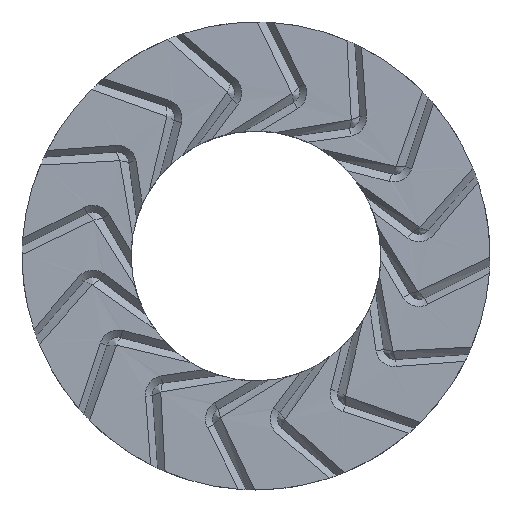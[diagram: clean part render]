
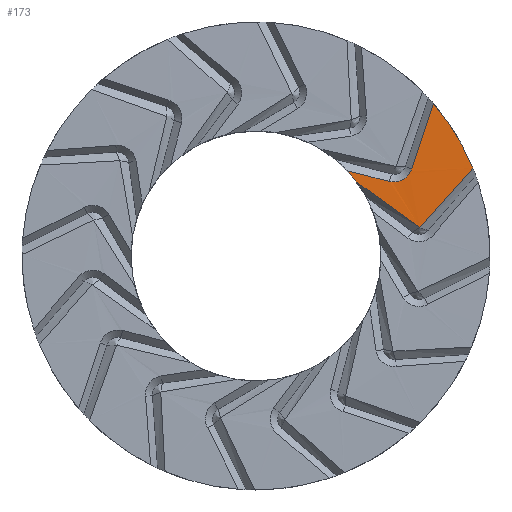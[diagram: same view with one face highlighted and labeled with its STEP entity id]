
A CAD part, top view. The second image highlights one B-rep face of the part: STEP entity #173.
In plain terms, the highlighted planar face has unit normal (0, 0, 1).
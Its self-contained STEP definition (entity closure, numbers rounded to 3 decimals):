
#173 = ADVANCED_FACE( '', ( #470 ), #471, .T. );
#470 = FACE_OUTER_BOUND( '', #908, .T. );
#471 = PLANE( '', #909 );
#908 = EDGE_LOOP( '', ( #1738, #1739, #1740, #1741, #1742, #1743, #1744, #1745 ) );
#909 = AXIS2_PLACEMENT_3D( '', #1746, #1747, #1748 );
#1738 = ORIENTED_EDGE( '', *, *, #2901, .F. );
#1739 = ORIENTED_EDGE( '', *, *, #2902, .T. );
#1740 = ORIENTED_EDGE( '', *, *, #2903, .T. );
#1741 = ORIENTED_EDGE( '', *, *, #2904, .F. );
#1742 = ORIENTED_EDGE( '', *, *, #2905, .T. );
#1743 = ORIENTED_EDGE( '', *, *, #2906, .F. );
#1744 = ORIENTED_EDGE( '', *, *, #2907, .F. );
#1745 = ORIENTED_EDGE( '', *, *, #2908, .F. );
#1746 = CARTESIAN_POINT( '', ( 0., 0., 0. ) );
#1747 = DIRECTION( '', ( 0., 0., 1. ) );
#1748 = DIRECTION( '', ( 1., 0., 0. ) );
#2901 = EDGE_CURVE( '', #3437, #3438, #3439, .T. );
#2902 = EDGE_CURVE( '', #3437, #3440, #3441, .F. );
#2903 = EDGE_CURVE( '', #3440, #3442, #3443, .T. );
#2904 = EDGE_CURVE( '', #3444, #3442, #3445, .T. );
#2905 = EDGE_CURVE( '', #3444, #3446, #3447, .T. );
#2906 = EDGE_CURVE( '', #3448, #3446, #3449, .T. );
#2907 = EDGE_CURVE( '', #3450, #3448, #3451, .T. );
#2908 = EDGE_CURVE( '', #3438, #3450, #3452, .T. );
#3437 = VERTEX_POINT( '', #4218 );
#3438 = VERTEX_POINT( '', #4219 );
#3439 = B_SPLINE_CURVE_WITH_KNOTS( '', 3, ( #4220, #4221, #4222, #4223 ), .UNSPECIFIED., .F., .F., ( 4, 4 ), ( 0., 1. ), .UNSPECIFIED. );
#3440 = VERTEX_POINT( '', #4224 );
#3441 = LINE( '', #4225, #4226 );
#3442 = VERTEX_POINT( '', #4227 );
#3443 = CIRCLE( '', #4228, 2.67 );
#3444 = VERTEX_POINT( '', #4229 );
#3445 = LINE( '', #4230, #4231 );
#3446 = VERTEX_POINT( '', #4232 );
#3447 = B_SPLINE_CURVE_WITH_KNOTS( '', 1, ( #4233, #4234 ), .UNSPECIFIED., .F., .F., ( 2, 2 ), ( 0., 1. ), .UNSPECIFIED. );
#3448 = VERTEX_POINT( '', #4235 );
#3449 = CIRCLE( '', #4236, 5. );
#3450 = VERTEX_POINT( '', #4237 );
#3451 = LINE( '', #4238, #4239 );
#3452 = B_SPLINE_CURVE_WITH_KNOTS( '', 3, ( #4240, #4241, #4242, #4243 ), .UNSPECIFIED., .F., .F., ( 4, 4 ), ( 0., 1. ), .UNSPECIFIED. );
#4218 = CARTESIAN_POINT( '', ( 2.849, 1.591, -0.004 ) );
#4219 = CARTESIAN_POINT( '', ( 3.238, 1.709, 0.001 ) );
#4220 = CARTESIAN_POINT( '', ( 2.854, 1.595, -0.009 ) );
#4221 = CARTESIAN_POINT( '', ( 2.992, 1.559, -0.007 ) );
#4222 = CARTESIAN_POINT( '', ( 3.141, 1.609, -0.003 ) );
#4223 = CARTESIAN_POINT( '', ( 3.238, 1.709, 0.001 ) );
#4224 = CARTESIAN_POINT( '', ( 1.953, 1.821, 0. ) );
#4225 = CARTESIAN_POINT( '', ( 2.843, 1.587, 0. ) );
#4226 = VECTOR( '', #5225, 1000. );
#4227 = CARTESIAN_POINT( '', ( 2.156, 1.575, 0. ) );
#4228 = AXIS2_PLACEMENT_3D( '', #5226, #5227, #5228 );
#4229 = CARTESIAN_POINT( '', ( 3.499, 0.612, 0. ) );
#4230 = CARTESIAN_POINT( '', ( 1.546, 2.038, 0. ) );
#4231 = VECTOR( '', #5229, 1000. );
#4232 = CARTESIAN_POINT( '', ( 4.633, 1.879, 0. ) );
#4233 = CARTESIAN_POINT( '', ( 3.507, 0.581, 0. ) );
#4234 = CARTESIAN_POINT( '', ( 4.633, 1.879, 0. ) );
#4235 = CARTESIAN_POINT( '', ( 3.79, 3.261, 0. ) );
#4236 = AXIS2_PLACEMENT_3D( '', #5230, #5231, #5232 );
#4237 = CARTESIAN_POINT( '', ( 3.327, 1.863, 0.002 ) );
#4238 = CARTESIAN_POINT( '', ( 2.431, -0.811, 0. ) );
#4239 = VECTOR( '', #5233, 1000. );
#4240 = CARTESIAN_POINT( '', ( 3.238, 1.709, 0.001 ) );
#4241 = CARTESIAN_POINT( '', ( 3.278, 1.751, 0.002 ) );
#4242 = CARTESIAN_POINT( '', ( 3.309, 1.801, 0.004 ) );
#4243 = CARTESIAN_POINT( '', ( 3.327, 1.857, 0.005 ) );
#5225 = DIRECTION( '', ( 0.967, -0.253, 0. ) );
#5226 = CARTESIAN_POINT( '', ( 0., 0., 0. ) );
#5227 = DIRECTION( '', ( 0., 0., -1. ) );
#5228 = DIRECTION( '', ( 1., 0., 0. ) );
#5229 = DIRECTION( '', ( -0.797, 0.604, 0. ) );
#5230 = CARTESIAN_POINT( '', ( 0., 0., 0. ) );
#5231 = DIRECTION( '', ( 0., 0., -1. ) );
#5232 = DIRECTION( '', ( 1., 0., 0. ) );
#5233 = DIRECTION( '', ( 0.316, 0.949, 0. ) );
